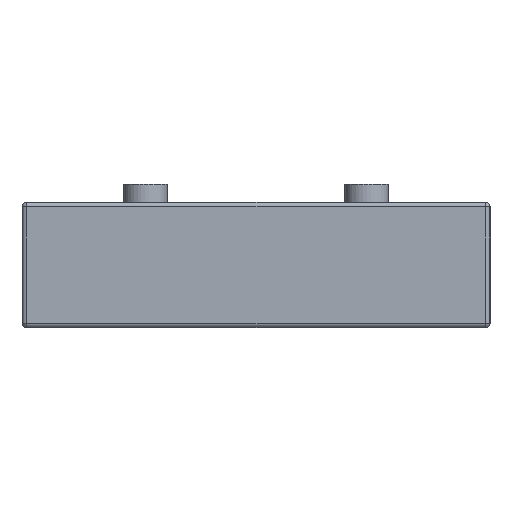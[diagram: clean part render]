
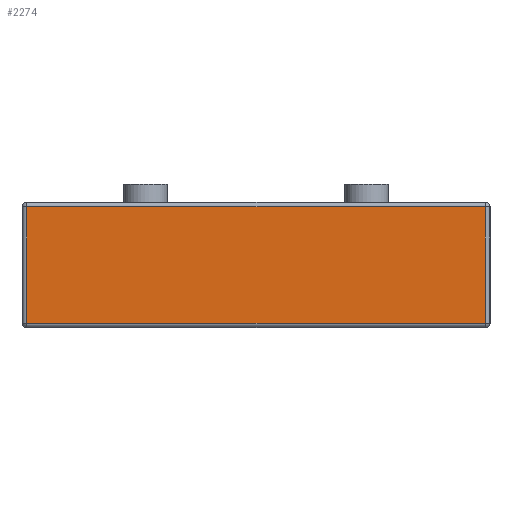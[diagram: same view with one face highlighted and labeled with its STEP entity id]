
A CAD part, front view. The second image highlights one B-rep face of the part: STEP entity #2274.
In plain terms, the highlighted face is planar.
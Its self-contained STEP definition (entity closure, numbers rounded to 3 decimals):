
#1788=CARTESIAN_POINT('',(-65.,38.2,-72.5));
#1789=VERTEX_POINT('',#1788);
#1814=CARTESIAN_POINT('',(-65.,38.2,72.5));
#1815=VERTEX_POINT('',#1814);
#1893=CARTESIAN_POINT('',(-65.,1.5,-72.5));
#1894=VERTEX_POINT('',#1893);
#1919=CARTESIAN_POINT('',(-65.,1.5,72.5));
#1920=VERTEX_POINT('',#1919);
#1960=CARTESIAN_POINT('',(-65.,1.5,72.5));
#1961=DIRECTION('',(0.0,0.0,-1.0));
#1962=VECTOR('',#1961,145.0);
#1963=LINE('',#1960,#1962);
#1964=EDGE_CURVE('',#1920,#1894,#1963,.T.);
#1997=CARTESIAN_POINT('',(-65.,38.2,72.5));
#1998=DIRECTION('',(0.0,-1.0,0.0));
#1999=VECTOR('',#1998,36.7);
#2000=LINE('',#1997,#1999);
#2001=EDGE_CURVE('',#1815,#1920,#2000,.T.);
#2026=CARTESIAN_POINT('',(-65.,1.5,-72.5));
#2027=DIRECTION('',(0.0,1.0,0.0));
#2028=VECTOR('',#2027,36.7);
#2029=LINE('',#2026,#2028);
#2030=EDGE_CURVE('',#1894,#1789,#2029,.T.);
#2129=CARTESIAN_POINT('',(-65.,38.2,-72.5));
#2130=DIRECTION('',(0.0,0.0,1.0));
#2131=VECTOR('',#2130,145.0);
#2132=LINE('',#2129,#2131);
#2133=EDGE_CURVE('',#1789,#1815,#2132,.T.);
#2263=CARTESIAN_POINT('',(-65.0,0.0,0.0));
#2264=DIRECTION('',(-1.0,0.0,0.0));
#2265=DIRECTION('',(0.0,0.0,1.0));
#2266=AXIS2_PLACEMENT_3D('',#2263,#2264,#2265);
#2267=PLANE('',#2266);
#2268=ORIENTED_EDGE('',*,*,#1964,.F.);
#2269=ORIENTED_EDGE('',*,*,#2001,.F.);
#2270=ORIENTED_EDGE('',*,*,#2133,.F.);
#2271=ORIENTED_EDGE('',*,*,#2030,.F.);
#2272=EDGE_LOOP('',(#2268,#2269,#2270,#2271));
#2273=FACE_OUTER_BOUND('',#2272,.T.);
#2274=ADVANCED_FACE('',(#2273),#2267,.T.);
